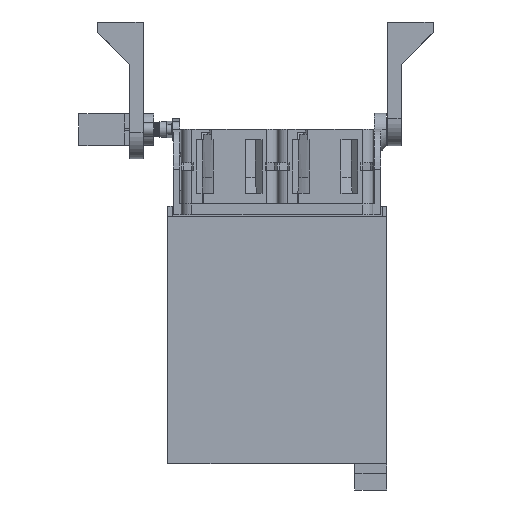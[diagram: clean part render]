
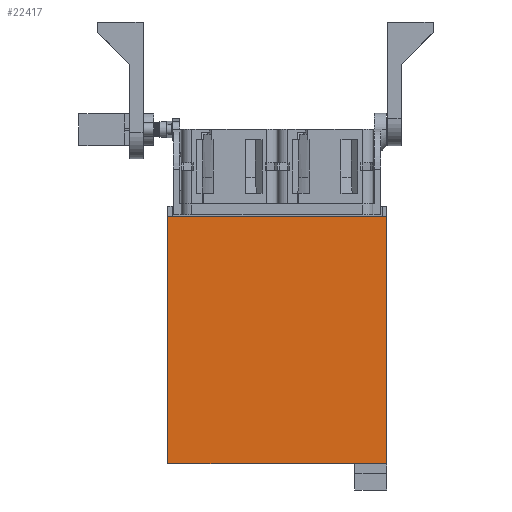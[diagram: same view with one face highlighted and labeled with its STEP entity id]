
A CAD part, left-side view. The second image highlights one B-rep face of the part: STEP entity #22417.
In plain terms, the highlighted planar face has unit normal (-1, 0, 0).
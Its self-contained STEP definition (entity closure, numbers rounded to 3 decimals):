
#1238=PLANE('',#24286);
#2310=FACE_OUTER_BOUND('',#3516,.T.);
#3516=EDGE_LOOP('',(#20301,#20302,#20303,#20304));
#5674=LINE('',#35538,#8115);
#6062=LINE('',#36677,#8503);
#6066=LINE('',#36684,#8507);
#6067=LINE('',#36685,#8508);
#8115=VECTOR('',#28862,10.);
#8503=VECTOR('',#29970,10.);
#8507=VECTOR('',#29976,10.);
#8508=VECTOR('',#29977,10.);
#10946=VERTEX_POINT('',#35527);
#10951=VERTEX_POINT('',#35536);
#11342=VERTEX_POINT('',#36676);
#11344=VERTEX_POINT('',#36683);
#13852=EDGE_CURVE('',#10946,#10951,#5674,.T.);
#14432=EDGE_CURVE('',#11342,#10946,#6062,.T.);
#14436=EDGE_CURVE('',#10951,#11344,#6066,.T.);
#14437=EDGE_CURVE('',#11342,#11344,#6067,.T.);
#20301=ORIENTED_EDGE('',*,*,#14432,.T.);
#20302=ORIENTED_EDGE('',*,*,#13852,.T.);
#20303=ORIENTED_EDGE('',*,*,#14436,.T.);
#20304=ORIENTED_EDGE('',*,*,#14437,.F.);
#22417=ADVANCED_FACE('',(#2310),#1238,.T.);
#24286=AXIS2_PLACEMENT_3D('',#36682,#29974,#29975);
#28862=DIRECTION('',(0.,0.,-1.));
#29970=DIRECTION('',(0.,1.,0.));
#29974=DIRECTION('center_axis',(-1.,0.,0.));
#29975=DIRECTION('ref_axis',(0.,1.,0.));
#29976=DIRECTION('',(0.,-1.,0.));
#29977=DIRECTION('',(0.,0.,-1.));
#35527=CARTESIAN_POINT('',(-20.1,59.1,-4.8));
#35536=CARTESIAN_POINT('',(-20.1,59.1,-97.7));
#35538=CARTESIAN_POINT('',(-20.1,59.1,-4.));
#36676=CARTESIAN_POINT('',(-20.1,-23.1,-4.8));
#36677=CARTESIAN_POINT('',(-20.1,-2.55,-4.8));
#36682=CARTESIAN_POINT('Origin',(-20.1,-23.1,-4.));
#36683=CARTESIAN_POINT('',(-20.1,-23.1,-97.7));
#36684=CARTESIAN_POINT('',(-20.1,-2.55,-97.7));
#36685=CARTESIAN_POINT('',(-20.1,-23.1,-4.));
